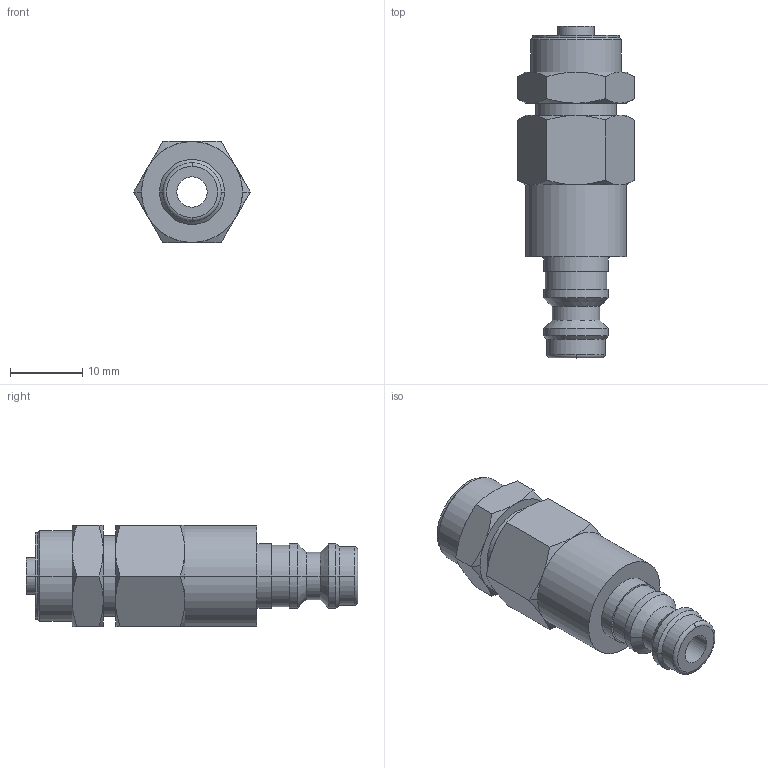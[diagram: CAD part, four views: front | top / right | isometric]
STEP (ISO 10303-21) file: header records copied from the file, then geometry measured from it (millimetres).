
FILE_DESCRIPTION(('STEP AP214'),'1');
FILE_NAME('ESME_6_SQAB.stp','2020-08-17T11:37:52',('TraceParts'),('TraceParts S.A.'),'Spatial InterOp 3D',' ',' ');
FILE_SCHEMA(('AUTOMOTIVE_DESIGN { 1 0 10303 214 1 1 1 1 }'));
Length unit declared in the file: millimetre
Products named in the file (1): ESME_6_SQAB
Bounding box: 16.17 x 46 x 14 mm (x, y, z)
Volume: 4817.9 mm3; surface area: 2803.7 mm2
Topology: 1 solids, 1 shells, 88 faces, 187 edges, 109 vertices
Faces by surface type: cone 40, cylinder 24, plane 22, torus 2
Entity records: 3114 total; most frequent: CARTESIAN_POINT 577, DIRECTION 404, ORIENTED_EDGE 374, EDGE_CURVE 187, AXIS2_PLACEMENT_3D 176, VERTEX_POINT 109, EDGE_LOOP 98, STYLED_ITEM 88
